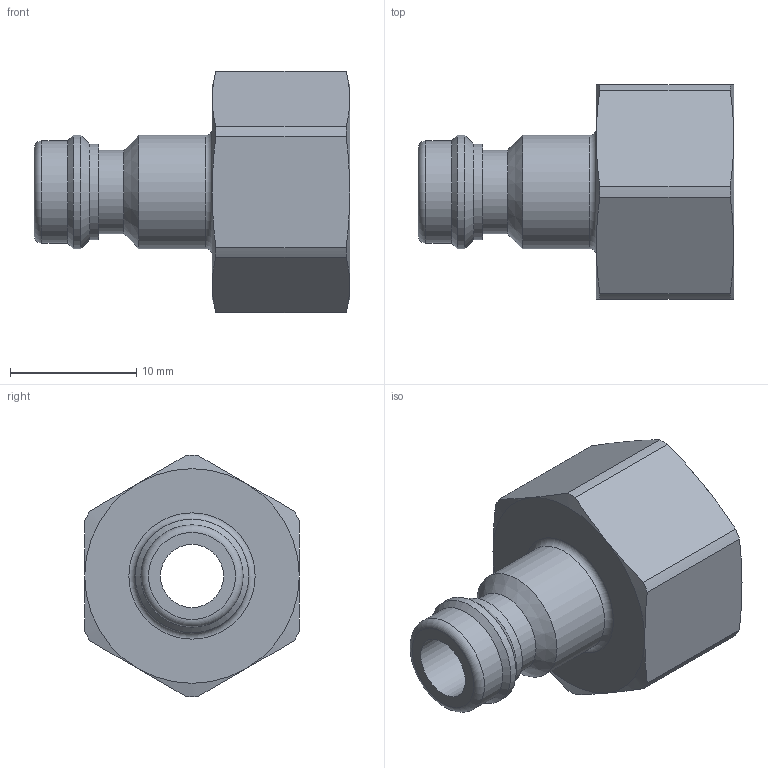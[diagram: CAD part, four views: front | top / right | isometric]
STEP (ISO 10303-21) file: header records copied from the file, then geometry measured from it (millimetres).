
FILE_DESCRIPTION((''),'2;1');
FILE_NAME('21ssiw13mxn.stp','2013-03-11T11:09:04',('IA176480'),(''),'Autodesk Inventor 2011','Autodesk Inventor 2011','');
FILE_SCHEMA(('AUTOMOTIVE_DESIGN { 1 0 10303 214 1 1 1 1 }'));
Length unit declared in the file: millimetre
Products named in the file (1): D105018
Bounding box: 25 x 17 x 19.15 mm (x, y, z)
Volume: 2233.1 mm3; surface area: 2018.5 mm2
Topology: 1 solids, 1 shells, 42 faces, 90 edges, 53 vertices
Faces by surface type: cone 16, cylinder 13, plane 11, torus 2
Full cylindrical faces by diameter (mm): 5 x1, 6.65 x1, 7.6 x1, 8.1 x1, 9 x2, 11.445 x1
Entity records: 1068 total; most frequent: CARTESIAN_POINT 221, DIRECTION 180, ORIENTED_EDGE 154, AXIS2_PLACEMENT_3D 84, EDGE_CURVE 77, EDGE_LOOP 60, VERTEX_POINT 53, FACE_OUTER_BOUND 42
